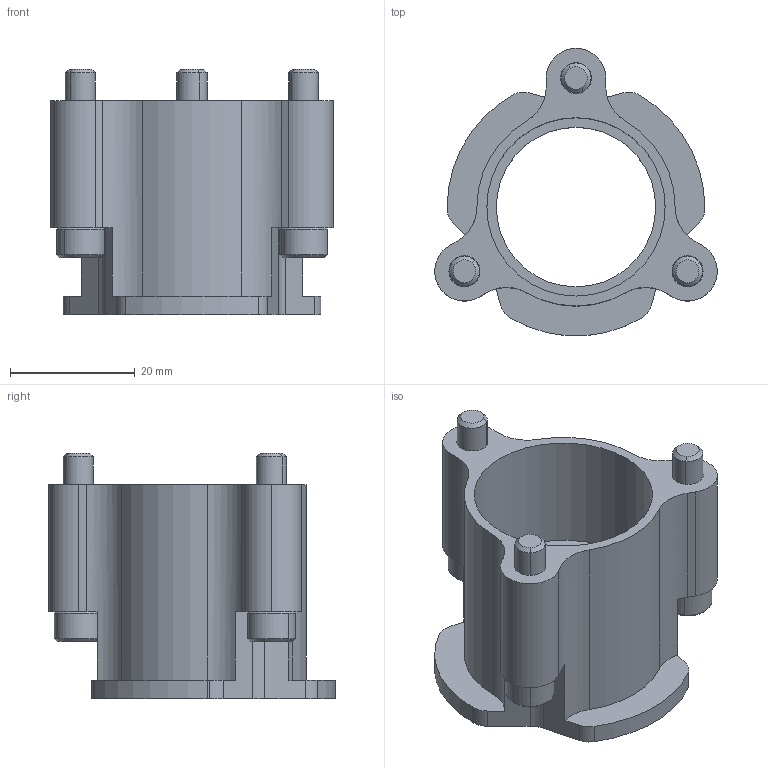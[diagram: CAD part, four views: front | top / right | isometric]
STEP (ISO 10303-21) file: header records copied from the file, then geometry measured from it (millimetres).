
FILE_DESCRIPTION (( 'STEP AP214' ), '1' );
FILE_NAME ('WCP-1424.STEP', '2023-12-22T21:24:40', ( '' ), ( '' ), 'SwSTEP 2.0', 'SolidWorks 2022', '' );
FILE_SCHEMA (( 'AUTOMOTIVE_DESIGN' ));
Length unit declared in the file: inch
Products named in the file (3): WCP-1424-001 Rev1_Default<As Machined>; 10-32 SHCS - No Thread_WCP-0267 - 1.000; WCP-1424
Assembly tree (4 placements, depth 2):
  WCP-1424
    WCP-1424-001 Rev1_Default<As Machined>
    10-32 SHCS - No Thread_WCP-0267 - 1.000  x3
Bounding box: 45.27 x 45.98 x 39.32 mm (x, y, z)
Volume: 14071.4 mm3; surface area: 12012.4 mm2
Topology: 4 solids, 4 shells, 148 faces, 336 edges, 204 vertices
Faces by surface type: plane 52, cylinder 51, cone 39, torus 6
Entity records: 2924 total; most frequent: CARTESIAN_POINT 530, DIRECTION 522, ORIENTED_EDGE 452, EDGE_CURVE 226, AXIS2_PLACEMENT_3D 206, VERTEX_POINT 144, VECTOR 110, LINE 110
